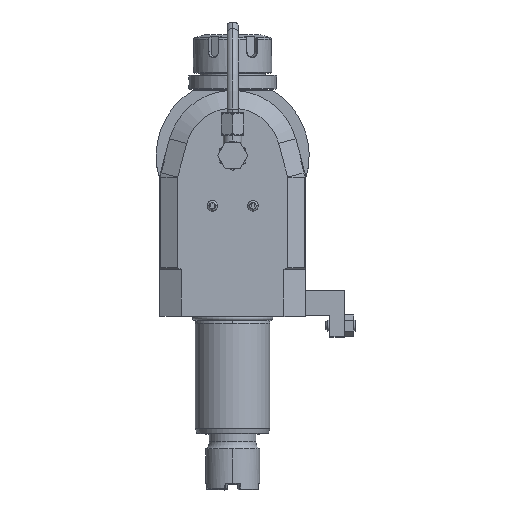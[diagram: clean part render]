
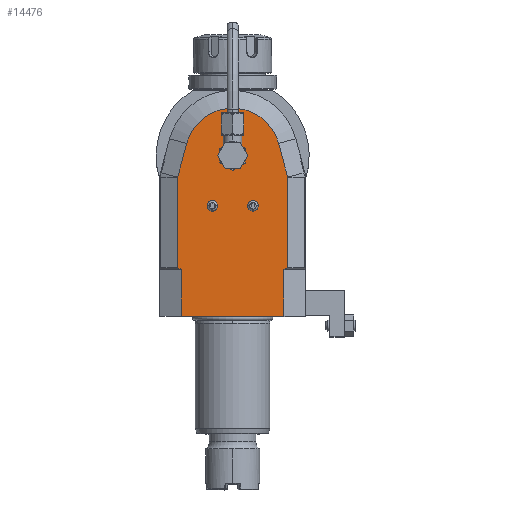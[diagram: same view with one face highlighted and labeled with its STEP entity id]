
A CAD part, top view. The second image highlights one B-rep face of the part: STEP entity #14476.
In plain terms, the highlighted planar face has unit normal (0, 0, 1).
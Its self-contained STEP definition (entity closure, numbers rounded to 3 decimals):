
#241=DIRECTION('',(-1.,0.,0.));
#242=VECTOR('',#241,55.);
#243=CARTESIAN_POINT('',(27.5,-86.,40.));
#244=LINE('',#243,#242);
#423=DIRECTION('',(0.,-1.,0.));
#424=VECTOR('',#423,25.);
#425=CARTESIAN_POINT('',(27.5,-61.,40.));
#426=LINE('',#425,#424);
#427=DIRECTION('',(0.,1.,0.));
#428=VECTOR('',#427,25.);
#429=CARTESIAN_POINT('',(-27.5,-86.,40.));
#430=LINE('',#429,#428);
#431=DIRECTION('',(0.894,-0.447,0.));
#432=VECTOR('',#431,2.236);
#433=CARTESIAN_POINT('',(-29.5,-60.,40.));
#434=LINE('',#433,#432);
#435=DIRECTION('',(0.,-1.,0.));
#436=VECTOR('',#435,48.363);
#437=CARTESIAN_POINT('',(-29.5,-11.637,40.));
#438=LINE('',#437,#436);
#439=CARTESIAN_POINT('',(-29.,-11.637,40.));
#440=DIRECTION('',(0.,0.,1.));
#441=DIRECTION('',(-0.966,0.259,0.));
#442=AXIS2_PLACEMENT_3D('',#439,#440,#441);
#444=DIRECTION('',(-0.259,-0.966,0.));
#445=VECTOR('',#444,18.746);
#446=CARTESIAN_POINT('',(-24.631,6.6,40.));
#447=LINE('',#446,#445);
#448=CARTESIAN_POINT('',(0.,0.,40.));
#449=DIRECTION('',(0.,0.,1.));
#450=DIRECTION('',(0.966,0.259,0.));
#451=AXIS2_PLACEMENT_3D('',#448,#449,#450);
#453=DIRECTION('',(-0.259,0.966,0.));
#454=VECTOR('',#453,18.746);
#455=CARTESIAN_POINT('',(29.483,-11.507,40.));
#456=LINE('',#455,#454);
#457=CARTESIAN_POINT('',(29.,-11.637,40.));
#458=DIRECTION('',(0.,0.,1.));
#459=DIRECTION('',(1.,0.,0.));
#460=AXIS2_PLACEMENT_3D('',#457,#458,#459);
#462=DIRECTION('',(0.,1.,0.));
#463=VECTOR('',#462,48.363);
#464=CARTESIAN_POINT('',(29.5,-60.,40.));
#465=LINE('',#464,#463);
#466=DIRECTION('',(0.894,0.447,0.));
#467=VECTOR('',#466,2.236);
#468=CARTESIAN_POINT('',(27.5,-61.,40.));
#469=LINE('',#468,#467);
#470=CARTESIAN_POINT('',(0.,0.,40.));
#471=DIRECTION('',(0.,0.,1.));
#472=DIRECTION('',(1.,0.,0.));
#473=AXIS2_PLACEMENT_3D('',#470,#471,#472);
#475=CARTESIAN_POINT('',(0.,0.,40.));
#476=DIRECTION('',(0.,0.,1.));
#477=DIRECTION('',(-1.,0.,0.));
#478=AXIS2_PLACEMENT_3D('',#475,#476,#477);
#480=CARTESIAN_POINT('',(10.864,-26.888,40.));
#481=DIRECTION('',(0.,0.,1.));
#482=DIRECTION('',(-1.,0.,0.));
#483=AXIS2_PLACEMENT_3D('',#480,#481,#482);
#485=CARTESIAN_POINT('',(10.864,-26.888,40.));
#486=DIRECTION('',(0.,0.,1.));
#487=DIRECTION('',(1.,0.,0.));
#488=AXIS2_PLACEMENT_3D('',#485,#486,#487);
#490=CARTESIAN_POINT('',(-10.864,-26.888,40.));
#491=DIRECTION('',(0.,0.,1.));
#492=DIRECTION('',(-1.,0.,0.));
#493=AXIS2_PLACEMENT_3D('',#490,#491,#492);
#495=CARTESIAN_POINT('',(-10.864,-26.888,40.));
#496=DIRECTION('',(0.,0.,1.));
#497=DIRECTION('',(1.,0.,0.));
#498=AXIS2_PLACEMENT_3D('',#495,#496,#497);
#12576=CARTESIAN_POINT('',(24.631,6.6,40.));
#12577=CARTESIAN_POINT('',(-24.631,6.6,40.));
#12578=VERTEX_POINT('',#12576);
#12579=VERTEX_POINT('',#12577);
#12584=CARTESIAN_POINT('',(-29.483,-11.507,40.));
#12585=VERTEX_POINT('',#12584);
#12586=CARTESIAN_POINT('',(29.483,-11.507,40.));
#12587=VERTEX_POINT('',#12586);
#12588=CARTESIAN_POINT('',(-29.5,-11.637,40.));
#12589=VERTEX_POINT('',#12588);
#12590=CARTESIAN_POINT('',(29.5,-11.637,40.));
#12591=VERTEX_POINT('',#12590);
#12609=CARTESIAN_POINT('',(29.5,-60.,40.));
#12611=VERTEX_POINT('',#12609);
#12618=CARTESIAN_POINT('',(-29.5,-60.,40.));
#12619=VERTEX_POINT('',#12618);
#12930=CARTESIAN_POINT('',(-13.714,-26.888,40.));
#12931=CARTESIAN_POINT('',(-8.014,-26.888,40.));
#12932=VERTEX_POINT('',#12930);
#12933=VERTEX_POINT('',#12931);
#12966=CARTESIAN_POINT('',(8.014,-26.888,40.));
#12967=CARTESIAN_POINT('',(13.714,-26.888,40.));
#12968=VERTEX_POINT('',#12966);
#12969=VERTEX_POINT('',#12967);
#13163=CARTESIAN_POINT('',(27.5,-61.,40.));
#13164=VERTEX_POINT('',#13163);
#13165=CARTESIAN_POINT('',(-27.5,-61.,40.));
#13166=VERTEX_POINT('',#13165);
#13696=CARTESIAN_POINT('',(6.5,0.,40.));
#13697=CARTESIAN_POINT('',(-6.5,0.,40.));
#13698=VERTEX_POINT('',#13696);
#13699=VERTEX_POINT('',#13697);
#13860=CARTESIAN_POINT('',(-27.5,-86.,40.));
#13862=VERTEX_POINT('',#13860);
#13865=CARTESIAN_POINT('',(27.5,-86.,40.));
#13867=VERTEX_POINT('',#13865);
#14429=CARTESIAN_POINT('',(0.,0.,40.));
#14430=DIRECTION('',(0.,0.,1.));
#14431=DIRECTION('',(1.,0.,0.));
#14432=AXIS2_PLACEMENT_3D('',#14429,#14430,#14431);
#14433=PLANE('',#14432);
#14435=ORIENTED_EDGE('',*,*,#14434,.T.);
#14436=ORIENTED_EDGE('',*,*,#14390,.T.);
#14437=ORIENTED_EDGE('',*,*,#14420,.T.);
#14439=ORIENTED_EDGE('',*,*,#14438,.F.);
#14441=ORIENTED_EDGE('',*,*,#14440,.F.);
#14443=ORIENTED_EDGE('',*,*,#14442,.F.);
#14445=ORIENTED_EDGE('',*,*,#14444,.F.);
#14447=ORIENTED_EDGE('',*,*,#14446,.F.);
#14449=ORIENTED_EDGE('',*,*,#14448,.F.);
#14451=ORIENTED_EDGE('',*,*,#14450,.F.);
#14453=ORIENTED_EDGE('',*,*,#14452,.F.);
#14455=ORIENTED_EDGE('',*,*,#14454,.F.);
#14456=EDGE_LOOP('',(#14435,#14436,#14437,#14439,#14441,#14443,#14445,#14447,
#14449,#14451,#14453,#14455));
#14457=FACE_OUTER_BOUND('',#14456,.F.);
#14459=ORIENTED_EDGE('',*,*,#14458,.T.);
#14461=ORIENTED_EDGE('',*,*,#14460,.T.);
#14462=EDGE_LOOP('',(#14459,#14461));
#14463=FACE_BOUND('',#14462,.F.);
#14465=ORIENTED_EDGE('',*,*,#14464,.T.);
#14467=ORIENTED_EDGE('',*,*,#14466,.T.);
#14468=EDGE_LOOP('',(#14465,#14467));
#14469=FACE_BOUND('',#14468,.F.);
#14471=ORIENTED_EDGE('',*,*,#14470,.T.);
#14473=ORIENTED_EDGE('',*,*,#14472,.T.);
#14474=EDGE_LOOP('',(#14471,#14473));
#14475=FACE_BOUND('',#14474,.F.);
#443=CIRCLE('',#442,0.5);
#452=CIRCLE('',#451,25.5);
#461=CIRCLE('',#460,0.5);
#474=CIRCLE('',#473,6.5);
#479=CIRCLE('',#478,6.5);
#484=CIRCLE('',#483,2.85);
#489=CIRCLE('',#488,2.85);
#494=CIRCLE('',#493,2.85);
#499=CIRCLE('',#498,2.85);
#14390=EDGE_CURVE('',#13867,#13862,#244,.T.);
#14420=EDGE_CURVE('',#13862,#13166,#430,.T.);
#14434=EDGE_CURVE('',#13164,#13867,#426,.T.);
#14438=EDGE_CURVE('',#12619,#13166,#434,.T.);
#14440=EDGE_CURVE('',#12589,#12619,#438,.T.);
#14442=EDGE_CURVE('',#12585,#12589,#443,.T.);
#14444=EDGE_CURVE('',#12579,#12585,#447,.T.);
#14446=EDGE_CURVE('',#12578,#12579,#452,.T.);
#14448=EDGE_CURVE('',#12587,#12578,#456,.T.);
#14450=EDGE_CURVE('',#12591,#12587,#461,.T.);
#14452=EDGE_CURVE('',#12611,#12591,#465,.T.);
#14454=EDGE_CURVE('',#13164,#12611,#469,.T.);
#14458=EDGE_CURVE('',#13698,#13699,#474,.T.);
#14460=EDGE_CURVE('',#13699,#13698,#479,.T.);
#14464=EDGE_CURVE('',#12968,#12969,#484,.T.);
#14466=EDGE_CURVE('',#12969,#12968,#489,.T.);
#14470=EDGE_CURVE('',#12932,#12933,#494,.T.);
#14472=EDGE_CURVE('',#12933,#12932,#499,.T.);
#14476=ADVANCED_FACE('',(#14457,#14463,#14469,#14475),#14433,.T.);
